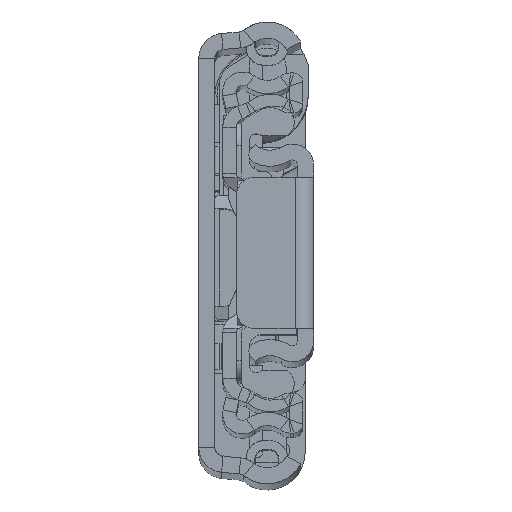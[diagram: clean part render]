
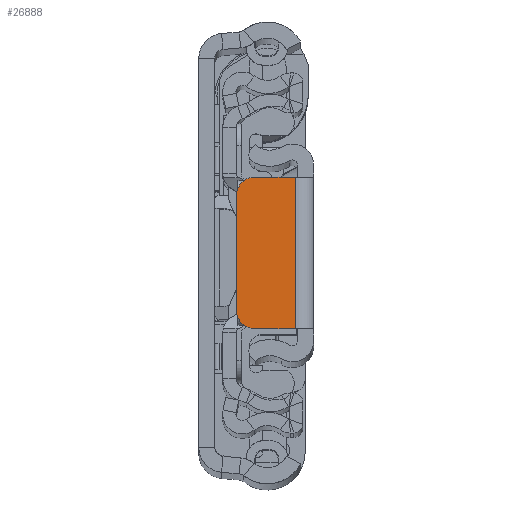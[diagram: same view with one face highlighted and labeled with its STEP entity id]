
A CAD part, top view. The second image highlights one B-rep face of the part: STEP entity #26888.
In plain terms, the highlighted planar face has unit normal (0, 0, 1).
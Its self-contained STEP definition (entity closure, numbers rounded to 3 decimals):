
#110 = DIRECTION ( 'NONE',  ( 0., 0., -1. ) ) ;
#1042 = ORIENTED_EDGE ( 'NONE', *, *, #39791, .F. ) ;
#1617 = AXIS2_PLACEMENT_3D ( 'NONE', #30119, #17282, #40575 ) ;
#1759 = DIRECTION ( 'NONE',  ( 1., 0., 0. ) ) ;
#1903 = VECTOR ( 'NONE', #1759, 1000. ) ;
#2242 = DIRECTION ( 'NONE',  ( -1., 0., 0. ) ) ;
#2608 = CARTESIAN_POINT ( 'NONE',  ( -2.05, -8.5, 0. ) ) ;
#6224 = PLANE ( 'NONE',  #31750 ) ;
#7054 = AXIS2_PLACEMENT_3D ( 'NONE', #32051, #15499, #2242 ) ;
#7864 = EDGE_LOOP ( 'NONE', ( #12858, #37383, #10741, #1042, #37486, #34267 ) ) ;
#8771 = VERTEX_POINT ( 'NONE', #20762 ) ;
#10656 = CARTESIAN_POINT ( 'NONE',  ( -2.05, -8.5, 0. ) ) ;
#10741 = ORIENTED_EDGE ( 'NONE', *, *, #20992, .T. ) ;
#12858 = ORIENTED_EDGE ( 'NONE', *, *, #27294, .T. ) ;
#14592 = LINE ( 'NONE', #17845, #26539 ) ;
#15028 = LINE ( 'NONE', #24602, #1903 ) ;
#15499 = DIRECTION ( 'NONE',  ( 0., 0., 1. ) ) ;
#16637 = CARTESIAN_POINT ( 'NONE',  ( 0., 0., 0. ) ) ;
#16957 = CARTESIAN_POINT ( 'NONE',  ( -8.65, 0., 0. ) ) ;
#17282 = DIRECTION ( 'NONE',  ( 0., 0., 1. ) ) ;
#17845 = CARTESIAN_POINT ( 'NONE',  ( 0., 8.5, 0. ) ) ;
#18582 = VECTOR ( 'NONE', #30674, 1000. ) ;
#20110 = DIRECTION ( 'NONE',  ( -1., 0., 0. ) ) ;
#20762 = CARTESIAN_POINT ( 'NONE',  ( -6.65, -8.5, 0. ) ) ;
#20992 = EDGE_CURVE ( 'NONE', #8771, #32241, #15028, .T. ) ;
#21319 = DIRECTION ( 'NONE',  ( -1., 0., 0. ) ) ;
#22793 = CARTESIAN_POINT ( 'NONE',  ( -6.65, 8.5, 0. ) ) ;
#23697 = LINE ( 'NONE', #10656, #33192 ) ;
#23969 = CARTESIAN_POINT ( 'NONE',  ( -8.65, 6.5, 0. ) ) ;
#24170 = CARTESIAN_POINT ( 'NONE',  ( -2.05, 8.5, 0. ) ) ;
#24602 = CARTESIAN_POINT ( 'NONE',  ( 0., -8.5, 0. ) ) ;
#26539 = VECTOR ( 'NONE', #21319, 1000. ) ;
#26888 = ADVANCED_FACE ( 'NONE', ( #36010 ), #6224, .F. ) ;
#27294 = EDGE_CURVE ( 'NONE', #28216, #36746, #27596, .T. ) ;
#27596 = LINE ( 'NONE', #16957, #18582 ) ;
#28216 = VERTEX_POINT ( 'NONE', #23969 ) ;
#30119 = CARTESIAN_POINT ( 'NONE',  ( -6.65, -6.5, 0. ) ) ;
#30674 = DIRECTION ( 'NONE',  ( 0., -1., 0. ) ) ;
#31750 = AXIS2_PLACEMENT_3D ( 'NONE', #16637, #110, #20110 ) ;
#31849 = CARTESIAN_POINT ( 'NONE',  ( -8.65, -6.5, 0. ) ) ;
#32051 = CARTESIAN_POINT ( 'NONE',  ( -6.65, 6.5, 0. ) ) ;
#32241 = VERTEX_POINT ( 'NONE', #2608 ) ;
#33126 = VERTEX_POINT ( 'NONE', #24170 ) ;
#33192 = VECTOR ( 'NONE', #40039, 1000. ) ;
#34267 = ORIENTED_EDGE ( 'NONE', *, *, #34345, .T. ) ;
#34345 = EDGE_CURVE ( 'NONE', #40065, #28216, #38328, .T. ) ;
#34702 = EDGE_CURVE ( 'NONE', #33126, #40065, #14592, .T. ) ;
#36010 = FACE_OUTER_BOUND ( 'NONE', #7864, .T. ) ;
#36366 = CIRCLE ( 'NONE', #1617, 2. ) ;
#36566 = EDGE_CURVE ( 'NONE', #36746, #8771, #36366, .T. ) ;
#36746 = VERTEX_POINT ( 'NONE', #31849 ) ;
#37383 = ORIENTED_EDGE ( 'NONE', *, *, #36566, .T. ) ;
#37486 = ORIENTED_EDGE ( 'NONE', *, *, #34702, .T. ) ;
#38328 = CIRCLE ( 'NONE', #7054, 2. ) ;
#39791 = EDGE_CURVE ( 'NONE', #33126, #32241, #23697, .T. ) ;
#40039 = DIRECTION ( 'NONE',  ( 0., -1., 0. ) ) ;
#40065 = VERTEX_POINT ( 'NONE', #22793 ) ;
#40575 = DIRECTION ( 'NONE',  ( -1., 0., 0. ) ) ;
